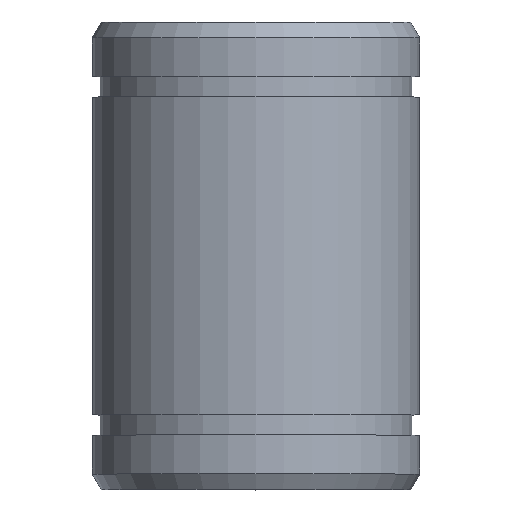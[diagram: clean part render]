
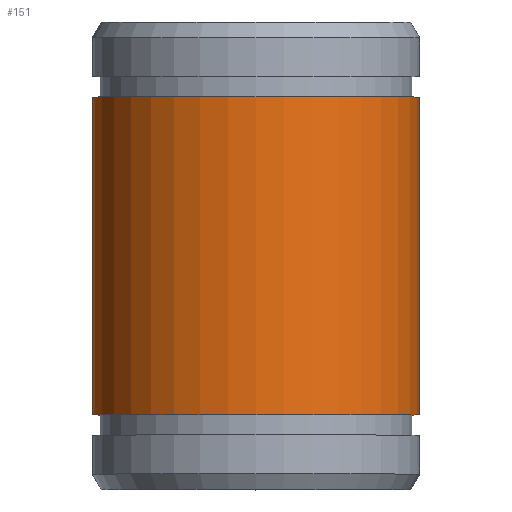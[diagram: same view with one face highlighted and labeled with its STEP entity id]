
A CAD part, top view. The second image highlights one B-rep face of the part: STEP entity #151.
In plain terms, the highlighted cylindrical face has radius 10.5 mm (diameter 21 mm), a partial arc.
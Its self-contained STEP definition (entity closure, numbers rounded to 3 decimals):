
#151=ADVANCED_FACE('',(#406),#407,.T.);
#406=FACE_OUTER_BOUND('',#768,.T.);
#407=CYLINDRICAL_SURFACE('',#769,10.5);
#768=EDGE_LOOP('',(#1149,#1150,#1151,#1152));
#769=AXIS2_PLACEMENT_3D('',#1153,#1154,#1155);
#1149=ORIENTED_EDGE('',*,*,#2249,.F.);
#1150=ORIENTED_EDGE('',*,*,#2250,.T.);
#1151=ORIENTED_EDGE('',*,*,#2251,.F.);
#1152=ORIENTED_EDGE('',*,*,#2252,.T.);
#1153=CARTESIAN_POINT('',(0.0,0.0,0.0));
#1154=DIRECTION('',(0.0,-1.0,0.0));
#1155=DIRECTION('',(1.0,0.0,0.0));
#2249=EDGE_CURVE('',#2708,#2709,#2710,.T.);
#2250=EDGE_CURVE('',#2708,#2711,#2712,.T.);
#2251=EDGE_CURVE('',#2713,#2711,#2714,.T.);
#2252=EDGE_CURVE('',#2713,#2709,#2715,.T.);
#2708=VERTEX_POINT('',#3377);
#2709=VERTEX_POINT('',#3378);
#2710=LINE('',#3379,#3380);
#2711=VERTEX_POINT('',#3381);
#2712=CIRCLE('',#3382,10.5);
#2713=VERTEX_POINT('',#3383);
#2714=LINE('',#3384,#3385);
#2715=CIRCLE('',#3386,10.5);
#3377=CARTESIAN_POINT('',(10.5,10.2,0.));
#3378=CARTESIAN_POINT('',(10.5,-10.2,0.));
#3379=CARTESIAN_POINT('',(10.5,0.0,0.));
#3380=VECTOR('',#4226,1.0);
#3381=CARTESIAN_POINT('',(-10.5,10.2,0.));
#3382=AXIS2_PLACEMENT_3D('',#4227,#4228,#4229);
#3383=CARTESIAN_POINT('',(-10.5,-10.2,0.));
#3384=CARTESIAN_POINT('',(-10.5,0.0,0.));
#3385=VECTOR('',#4230,1.0);
#3386=AXIS2_PLACEMENT_3D('',#4231,#4232,#4233);
#4226=DIRECTION('',(0.0,-1.0,0.0));
#4227=CARTESIAN_POINT('',(0.0,10.2,0.0));
#4228=DIRECTION('',(0.0,-1.0,0.0));
#4229=DIRECTION('',(1.0,0.0,0.0));
#4230=DIRECTION('',(-0.0,1.0,-0.0));
#4231=CARTESIAN_POINT('',(0.0,-10.2,0.0));
#4232=DIRECTION('',(-0.0,1.0,0.0));
#4233=DIRECTION('',(1.0,0.0,0.0));
